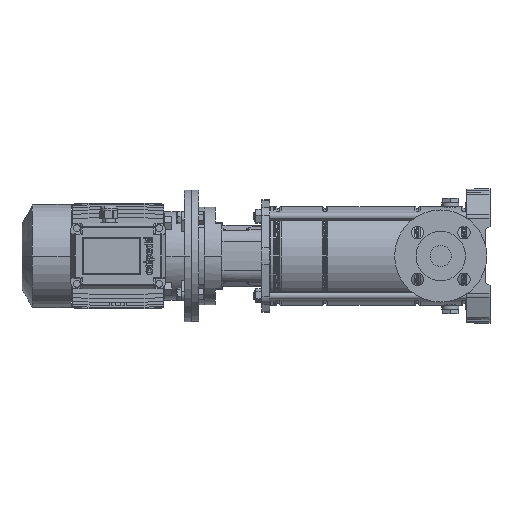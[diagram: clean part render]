
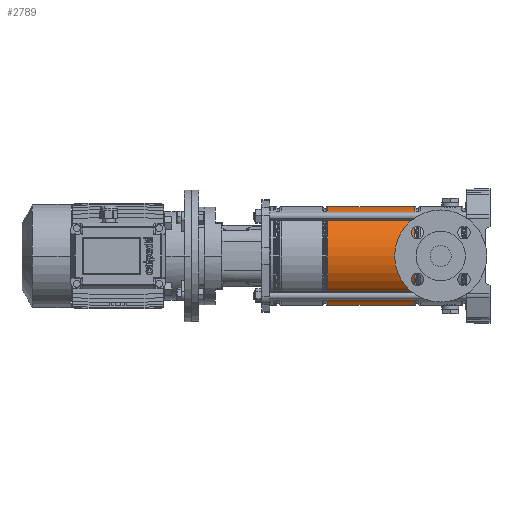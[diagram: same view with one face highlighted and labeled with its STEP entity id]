
A CAD part, left-side view. The second image highlights one B-rep face of the part: STEP entity #2789.
In plain terms, the highlighted cylindrical face has radius 74.9 mm (diameter 149.8 mm), a partial arc.
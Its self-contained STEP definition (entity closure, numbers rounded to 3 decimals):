
#992 = CARTESIAN_POINT ( 'NONE',  ( -74.9, 0., 87.279 ) ) ;
#2789 = ADVANCED_FACE ( 'NONE', ( #11615 ), #37011, .T. ) ;
#3004 = VERTEX_POINT ( 'NONE', #15752 ) ;
#6664 = CARTESIAN_POINT ( 'NONE',  ( 0., 0., 0. ) ) ;
#7965 = EDGE_LOOP ( 'NONE', ( #13957, #12712, #51387, #46919 ) ) ;
#9323 = CIRCLE ( 'NONE', #48311, 74.9 ) ;
#9353 = CARTESIAN_POINT ( 'NONE',  ( 0., 0., 87.279 ) ) ;
#11615 = FACE_OUTER_BOUND ( 'NONE', #7965, .T. ) ;
#12202 = CARTESIAN_POINT ( 'NONE',  ( 74.9, 0., 0. ) ) ;
#12712 = ORIENTED_EDGE ( 'NONE', *, *, #24672, .T. ) ;
#13957 = ORIENTED_EDGE ( 'NONE', *, *, #50143, .T. ) ;
#15752 = CARTESIAN_POINT ( 'NONE',  ( -74.9, 0., 219.221 ) ) ;
#16714 = VECTOR ( 'NONE', #23069, 1000. ) ;
#17807 = LINE ( 'NONE', #12202, #16714 ) ;
#19551 = VERTEX_POINT ( 'NONE', #34505 ) ;
#20296 = EDGE_CURVE ( 'NONE', #3004, #64104, #32631, .T. ) ;
#23069 = DIRECTION ( 'NONE',  ( 0., 0., -1. ) ) ;
#24672 = EDGE_CURVE ( 'NONE', #60298, #19551, #17807, .T. ) ;
#27781 = CARTESIAN_POINT ( 'NONE',  ( 0., 0., 219.221 ) ) ;
#32631 = LINE ( 'NONE', #47500, #62510 ) ;
#34505 = CARTESIAN_POINT ( 'NONE',  ( 74.9, 0., 87.279 ) ) ;
#37011 = CYLINDRICAL_SURFACE ( 'NONE', #50319, 74.9 ) ;
#39368 = DIRECTION ( 'NONE',  ( 0., 0., 1. ) ) ;
#46919 = ORIENTED_EDGE ( 'NONE', *, *, #20296, .F. ) ;
#47500 = CARTESIAN_POINT ( 'NONE',  ( -74.9, 0., 0. ) ) ;
#47923 = DIRECTION ( 'NONE',  ( 1., 0., 0. ) ) ;
#48143 = DIRECTION ( 'NONE',  ( 0., 0., -1. ) ) ;
#48301 = DIRECTION ( 'NONE',  ( 1., 0., 0. ) ) ;
#48311 = AXIS2_PLACEMENT_3D ( 'NONE', #27781, #53539, #47923 ) ;
#50143 = EDGE_CURVE ( 'NONE', #3004, #60298, #9323, .T. ) ;
#50319 = AXIS2_PLACEMENT_3D ( 'NONE', #6664, #54055, #52199 ) ;
#51387 = ORIENTED_EDGE ( 'NONE', *, *, #51894, .T. ) ;
#51894 = EDGE_CURVE ( 'NONE', #19551, #64104, #59045, .T. ) ;
#52199 = DIRECTION ( 'NONE',  ( -1., 0., 0. ) ) ;
#53539 = DIRECTION ( 'NONE',  ( 0., 0., -1. ) ) ;
#54055 = DIRECTION ( 'NONE',  ( 0., 0., -1. ) ) ;
#59045 = CIRCLE ( 'NONE', #64238, 74.9 ) ;
#60195 = CARTESIAN_POINT ( 'NONE',  ( 74.9, 0., 219.221 ) ) ;
#60298 = VERTEX_POINT ( 'NONE', #60195 ) ;
#62510 = VECTOR ( 'NONE', #48143, 1000. ) ;
#64104 = VERTEX_POINT ( 'NONE', #992 ) ;
#64238 = AXIS2_PLACEMENT_3D ( 'NONE', #9353, #39368, #48301 ) ;
